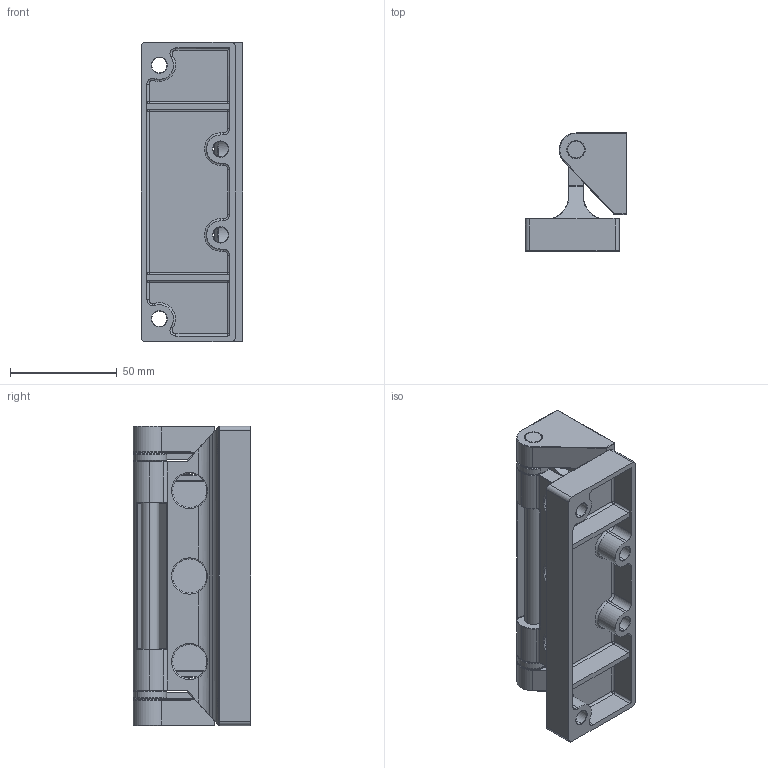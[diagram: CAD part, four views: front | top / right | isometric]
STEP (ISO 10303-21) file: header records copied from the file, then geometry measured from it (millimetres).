
FILE_DESCRIPTION (( 'STEP AP203' ), '1' );
FILE_NAME ('HGS-002S.STEP', '2017-08-07T07:30:54', ( '' ), ( '' ), 'SwSTEP 2.0', 'SolidWorks 2010', '' );
FILE_SCHEMA (( 'CONFIG_CONTROL_DESIGN' ));
Length unit declared in the file: millimetre
Products named in the file (6): 插銷; 華司; HGS-002S; 固定邊; 活動邊; 墊片
Assembly tree (7 placements, depth 2):
  HGS-002S
    插銷
    活動邊
    固定邊
    墊片  x2
    華司  x2
Bounding box: 47.4 x 55 x 140 mm (x, y, z)
Volume: 118481.4 mm3; surface area: 60493.9 mm2
Topology: 7 solids, 7 shells, 595 faces, 1403 edges, 786 vertices
Faces by surface type: cylinder 232, torus 165, plane 107, bspline 46, sphere 37, cone 8
Entity records: 22687 total; most frequent: CARTESIAN_POINT 9164, DIRECTION 2952, ORIENTED_EDGE 2594, EDGE_CURVE 1297, AXIS2_PLACEMENT_3D 1240, VERTEX_POINT 746, CIRCLE 717, EDGE_LOOP 591
